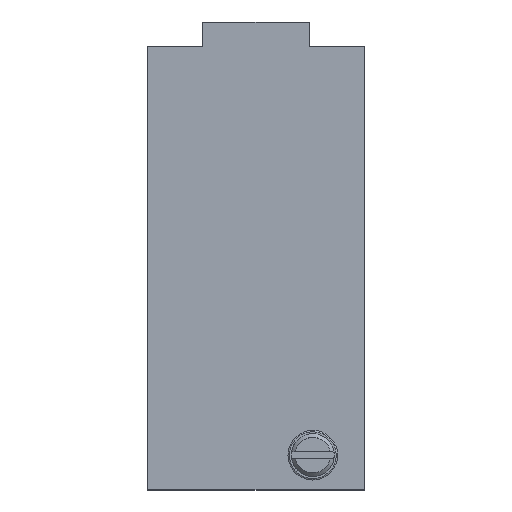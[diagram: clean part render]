
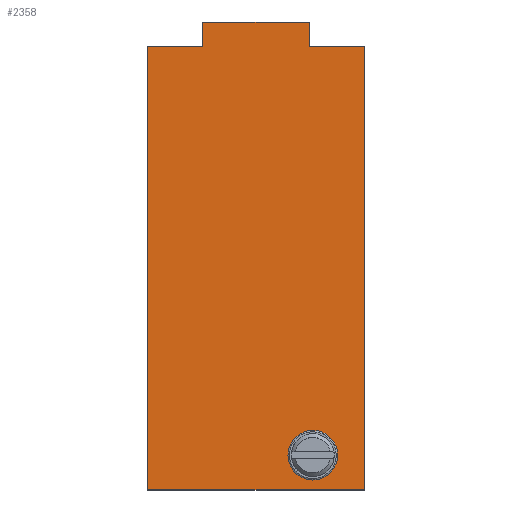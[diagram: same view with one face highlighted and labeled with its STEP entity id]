
A CAD part, top view. The second image highlights one B-rep face of the part: STEP entity #2358.
In plain terms, the highlighted planar face has unit normal (0, 0, 1).
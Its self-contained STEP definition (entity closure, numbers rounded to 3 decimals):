
#589=DIRECTION('',(0.,1.,0.));
#590=VECTOR('',#589,62.4);
#591=CARTESIAN_POINT('',(15.25,0.,2.));
#592=LINE('',#591,#590);
#593=DIRECTION('',(1.,0.,0.));
#594=VECTOR('',#593,30.5);
#595=CARTESIAN_POINT('',(-15.25,0.,2.));
#596=LINE('',#595,#594);
#597=DIRECTION('',(0.,-1.,0.));
#598=VECTOR('',#597,62.4);
#599=CARTESIAN_POINT('',(-15.25,62.4,2.));
#600=LINE('',#599,#598);
#601=DIRECTION('',(-1.,0.,0.));
#602=VECTOR('',#601,7.75);
#603=CARTESIAN_POINT('',(-7.5,62.4,2.));
#604=LINE('',#603,#602);
#605=DIRECTION('',(0.,-1.,0.));
#606=VECTOR('',#605,3.5);
#607=CARTESIAN_POINT('',(-7.5,65.9,2.));
#608=LINE('',#607,#606);
#609=DIRECTION('',(-1.,0.,0.));
#610=VECTOR('',#609,15.);
#611=CARTESIAN_POINT('',(7.5,65.9,2.));
#612=LINE('',#611,#610);
#613=DIRECTION('',(0.,1.,0.));
#614=VECTOR('',#613,3.5);
#615=CARTESIAN_POINT('',(7.5,62.4,2.));
#616=LINE('',#615,#614);
#617=DIRECTION('',(-1.,0.,0.));
#618=VECTOR('',#617,7.75);
#619=CARTESIAN_POINT('',(15.25,62.4,2.));
#620=LINE('',#619,#618);
#621=CARTESIAN_POINT('',(8.,4.9,2.));
#622=DIRECTION('',(0.,0.,1.));
#623=DIRECTION('',(1.,0.,0.));
#624=AXIS2_PLACEMENT_3D('',#621,#622,#623);
#626=CARTESIAN_POINT('',(8.,4.9,2.));
#627=DIRECTION('',(0.,0.,1.));
#628=DIRECTION('',(-1.,0.,0.));
#629=AXIS2_PLACEMENT_3D('',#626,#627,#628);
#1257=CARTESIAN_POINT('',(15.25,0.,2.));
#1258=CARTESIAN_POINT('',(15.25,62.4,2.));
#1259=VERTEX_POINT('',#1257);
#1260=VERTEX_POINT('',#1258);
#1261=CARTESIAN_POINT('',(7.5,62.4,2.));
#1262=VERTEX_POINT('',#1261);
#1263=CARTESIAN_POINT('',(7.5,65.9,2.));
#1264=VERTEX_POINT('',#1263);
#1265=CARTESIAN_POINT('',(-7.5,65.9,2.));
#1266=VERTEX_POINT('',#1265);
#1267=CARTESIAN_POINT('',(-7.5,62.4,2.));
#1268=VERTEX_POINT('',#1267);
#1269=CARTESIAN_POINT('',(-15.25,62.4,2.));
#1270=VERTEX_POINT('',#1269);
#1271=CARTESIAN_POINT('',(-15.25,0.,2.));
#1272=VERTEX_POINT('',#1271);
#1285=CARTESIAN_POINT('',(11.5,4.9,2.));
#1286=CARTESIAN_POINT('',(4.5,4.9,2.));
#1287=VERTEX_POINT('',#1285);
#1288=VERTEX_POINT('',#1286);
#2337=CARTESIAN_POINT('',(0.,0.,2.));
#2338=DIRECTION('',(0.,0.,1.));
#2339=DIRECTION('',(1.,0.,0.));
#2340=AXIS2_PLACEMENT_3D('',#2337,#2338,#2339);
#2341=PLANE('',#2340);
#2342=ORIENTED_EDGE('',*,*,#2233,.F.);
#2343=ORIENTED_EDGE('',*,*,#2248,.F.);
#2344=ORIENTED_EDGE('',*,*,#2262,.F.);
#2345=ORIENTED_EDGE('',*,*,#2276,.F.);
#2346=ORIENTED_EDGE('',*,*,#2290,.F.);
#2347=ORIENTED_EDGE('',*,*,#2304,.F.);
#2348=ORIENTED_EDGE('',*,*,#2318,.F.);
#2349=ORIENTED_EDGE('',*,*,#2331,.F.);
#2350=EDGE_LOOP('',(#2342,#2343,#2344,#2345,#2346,#2347,#2348,#2349));
#2351=FACE_OUTER_BOUND('',#2350,.F.);
#2353=ORIENTED_EDGE('',*,*,#2352,.T.);
#2355=ORIENTED_EDGE('',*,*,#2354,.T.);
#2356=EDGE_LOOP('',(#2353,#2355));
#2357=FACE_BOUND('',#2356,.F.);
#2358=ADVANCED_FACE('',(#2351,#2357),#2341,.T.);
#625=CIRCLE('',#624,3.5);
#630=CIRCLE('',#629,3.5);
#2233=EDGE_CURVE('',#1259,#1260,#592,.T.);
#2248=EDGE_CURVE('',#1272,#1259,#596,.T.);
#2262=EDGE_CURVE('',#1270,#1272,#600,.T.);
#2276=EDGE_CURVE('',#1268,#1270,#604,.T.);
#2290=EDGE_CURVE('',#1266,#1268,#608,.T.);
#2304=EDGE_CURVE('',#1264,#1266,#612,.T.);
#2318=EDGE_CURVE('',#1262,#1264,#616,.T.);
#2331=EDGE_CURVE('',#1260,#1262,#620,.T.);
#2352=EDGE_CURVE('',#1287,#1288,#625,.T.);
#2354=EDGE_CURVE('',#1288,#1287,#630,.T.);
